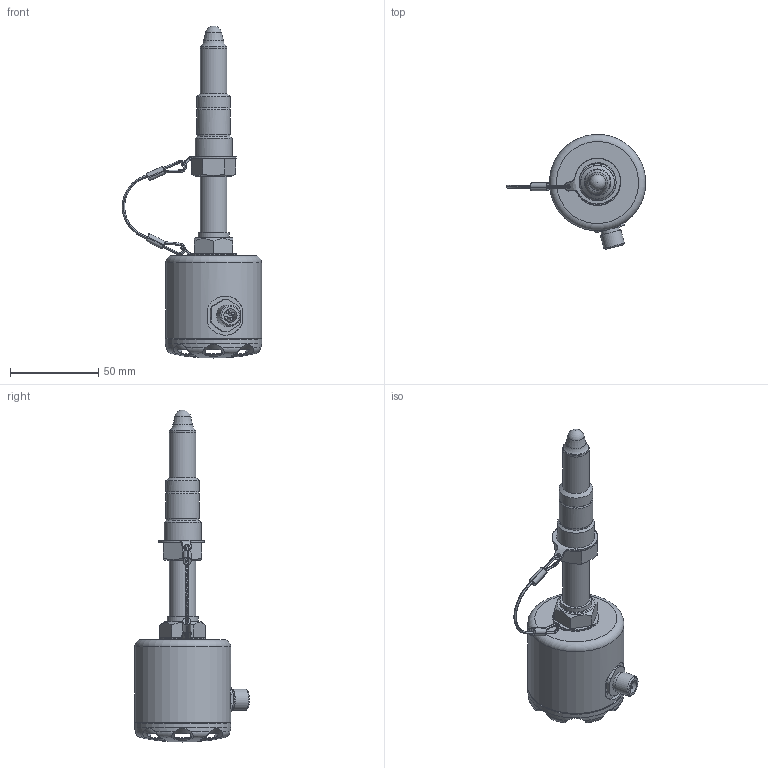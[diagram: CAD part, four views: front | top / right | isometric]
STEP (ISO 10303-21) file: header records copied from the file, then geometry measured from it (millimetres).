
FILE_DESCRIPTION( ( 'Unknown' ), '1' );
FILE_NAME( 'LFFS-X43.X.stp', 'Unknown', ( 'Unknown' ), ( 'Unknown' ), 'PSStep 15.0.49', 'Unknown', ' ' );
FILE_SCHEMA( ( 'AUTOMOTIVE_DESIGN { 1 0 10303 214 1 1 1 1 }' ) );
Length unit declared in the file: millimetre
Products named in the file (1): 2103-095_1
Bounding box: 78.91 x 65.08 x 188 mm (x, y, z)
Volume: 72294.8 mm3; surface area: 40952.2 mm2
Topology: 1 solids, 3 shells, 305 faces, 824 edges, 539 vertices
Faces by surface type: plane 113, cylinder 69, bspline 38, extrusion 35, cone 25, torus 23, sphere 2
Full cylindrical faces by diameter (mm): 1.64 x4, 7.709 x1, 8 x1, 10.5 x1, 11 x1, 11.741 x1, 12 x2, 12.1 x1, 13.8 x1, 14 x1, 14.5 x1, 15 x6, 15.8 x1, 16 x1, 17.5 x1, 18.6 x1, 19 x2, 20.5 x1, 21 x1, 43 x1, 43.8 x1, 45 x1, 45.4 x1, 48.2 x1, 52.2 x1, 54.5 x2
Entity records: 18911 total; most frequent: CARTESIAN_POINT 9808, ORIENTED_EDGE 1418, DIRECTION 1128, EDGE_CURVE 709, VERTEX_POINT 498, AXIS2_PLACEMENT_3D 444, EDGE_LOOP 424, FACE_OUTER_BOUND 349
